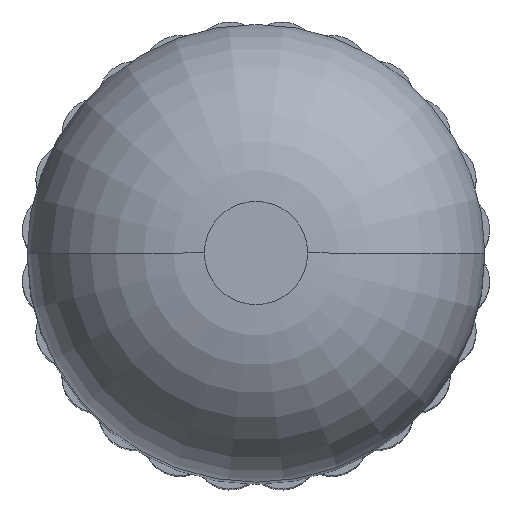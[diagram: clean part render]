
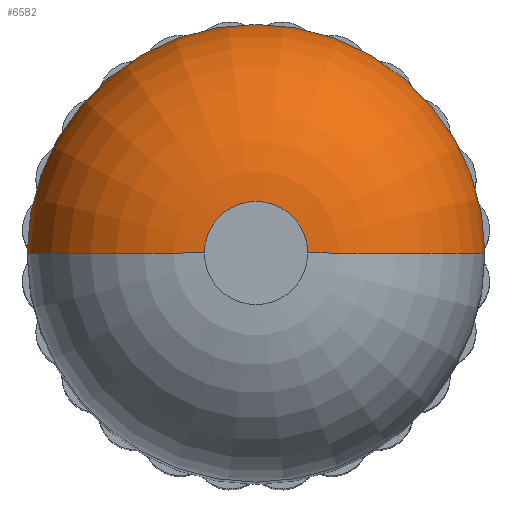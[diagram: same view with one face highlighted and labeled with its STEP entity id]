
A CAD part, top view. The second image highlights one B-rep face of the part: STEP entity #6582.
In plain terms, the highlighted toroidal (fillet/blend) face has major radius 0.925 mm and minor radius 3.175 mm.
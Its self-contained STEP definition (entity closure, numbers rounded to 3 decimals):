
#40 = VERTEX_POINT ( 'NONE', #706 ) ;
#693 = CIRCLE ( 'NONE', #4619, 4.1 ) ;
#706 = CARTESIAN_POINT ( 'NONE',  ( 0.925, 0., 35.8 ) ) ;
#736 = CARTESIAN_POINT ( 'NONE',  ( -4.1, 0., 32.625 ) ) ;
#784 = ORIENTED_EDGE ( 'NONE', *, *, #6292, .T. ) ;
#916 = AXIS2_PLACEMENT_3D ( 'NONE', #4735, #6916, #3675 ) ;
#1680 = EDGE_CURVE ( 'NONE', #3665, #40, #6695, .T. ) ;
#1808 = TOROIDAL_SURFACE ( 'NONE', #4170, 0.925, 3.175 ) ;
#1997 = CARTESIAN_POINT ( 'NONE',  ( 0.925, 0., 32.625 ) ) ;
#2241 = CARTESIAN_POINT ( 'NONE',  ( 0., 0., 32.625 ) ) ;
#2669 = EDGE_LOOP ( 'NONE', ( #6004, #784, #6091, #2774 ) ) ;
#2774 = ORIENTED_EDGE ( 'NONE', *, *, #1680, .F. ) ;
#3245 = CARTESIAN_POINT ( 'NONE',  ( 4.1, 0., 32.625 ) ) ;
#3442 = DIRECTION ( 'NONE',  ( -1., 0., 0. ) ) ;
#3506 = DIRECTION ( 'NONE',  ( 0., 0., -1. ) ) ;
#3665 = VERTEX_POINT ( 'NONE', #3245 ) ;
#3675 = DIRECTION ( 'NONE',  ( 1., 0., 0. ) ) ;
#3758 = CARTESIAN_POINT ( 'NONE',  ( -0.925, 0., 35.8 ) ) ;
#3881 = FACE_OUTER_BOUND ( 'NONE', #2669, .T. ) ;
#3942 = CIRCLE ( 'NONE', #916, 0.925 ) ;
#3999 = DIRECTION ( 'NONE',  ( 0., 1., 0. ) ) ;
#4170 = AXIS2_PLACEMENT_3D ( 'NONE', #2241, #6590, #5542 ) ;
#4193 = EDGE_CURVE ( 'NONE', #6279, #3665, #693, .T. ) ;
#4418 = EDGE_CURVE ( 'NONE', #40, #5359, #3942, .T. ) ;
#4619 = AXIS2_PLACEMENT_3D ( 'NONE', #4987, #3506, #5156 ) ;
#4735 = CARTESIAN_POINT ( 'NONE',  ( 0., 0., 35.8 ) ) ;
#4838 = CIRCLE ( 'NONE', #6516, 3.175 ) ;
#4987 = CARTESIAN_POINT ( 'NONE',  ( 0., 0., 32.625 ) ) ;
#5156 = DIRECTION ( 'NONE',  ( 1., 0., 0. ) ) ;
#5229 = DIRECTION ( 'NONE',  ( 0., -1., 0. ) ) ;
#5359 = VERTEX_POINT ( 'NONE', #3758 ) ;
#5462 = AXIS2_PLACEMENT_3D ( 'NONE', #1997, #5229, #6144 ) ;
#5542 = DIRECTION ( 'NONE',  ( 1., 0., 0. ) ) ;
#6004 = ORIENTED_EDGE ( 'NONE', *, *, #4193, .F. ) ;
#6091 = ORIENTED_EDGE ( 'NONE', *, *, #4418, .F. ) ;
#6144 = DIRECTION ( 'NONE',  ( 0., 0., -1. ) ) ;
#6279 = VERTEX_POINT ( 'NONE', #736 ) ;
#6292 = EDGE_CURVE ( 'NONE', #6279, #5359, #4838, .T. ) ;
#6516 = AXIS2_PLACEMENT_3D ( 'NONE', #6570, #3999, #3442 ) ;
#6570 = CARTESIAN_POINT ( 'NONE',  ( -0.925, 0., 32.625 ) ) ;
#6582 = ADVANCED_FACE ( 'NONE', ( #3881 ), #1808, .T. ) ;
#6590 = DIRECTION ( 'NONE',  ( 0., 0., 1. ) ) ;
#6695 = CIRCLE ( 'NONE', #5462, 3.175 ) ;
#6916 = DIRECTION ( 'NONE',  ( 0., 0., 1. ) ) ;
